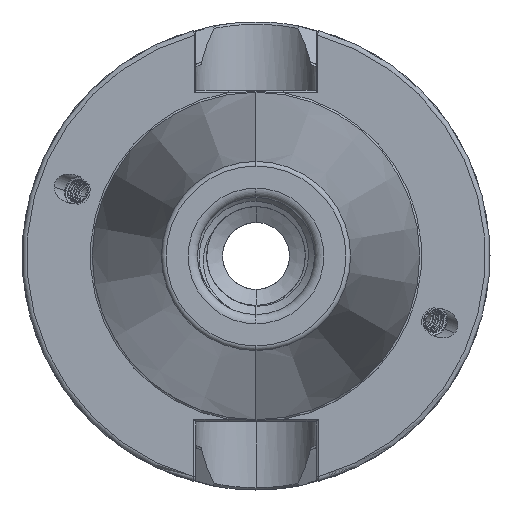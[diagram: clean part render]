
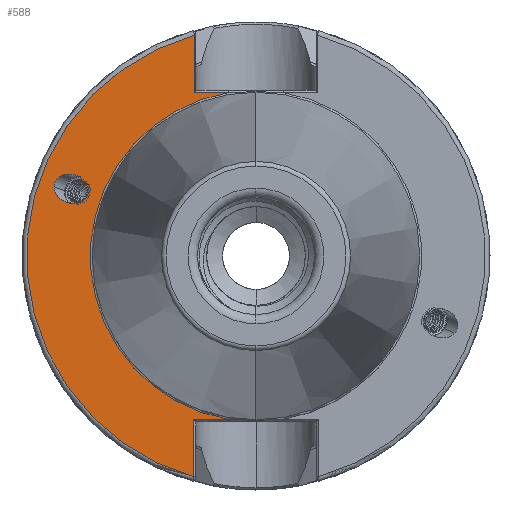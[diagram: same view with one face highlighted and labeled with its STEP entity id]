
A CAD part, left-side view. The second image highlights one B-rep face of the part: STEP entity #588.
In plain terms, the highlighted planar face has unit normal (-1, 0, 0).
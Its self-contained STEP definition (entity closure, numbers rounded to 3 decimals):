
#588 = ADVANCED_FACE ( 'NONE', ( #20847, #20798 ), #18302, .F. ) ;
#1545 = CARTESIAN_POINT ( 'NONE',  ( 0., 0., 0. ) ) ;
#1548 = DIRECTION ( 'NONE',  ( 0., 0., 1. ) ) ;
#1552 = CARTESIAN_POINT ( 'NONE',  ( 0., 43.118, 14.766 ) ) ;
#1555 = CARTESIAN_POINT ( 'NONE',  ( 0., 37.57, 8.69 ) ) ;
#1556 = CARTESIAN_POINT ( 'NONE',  ( 0., 43.118, 9.99 ) ) ;
#1570 = DIRECTION ( 'NONE',  ( -1., 0., 0. ) ) ;
#1573 = CARTESIAN_POINT ( 'NONE',  ( 0., 35.968, 13.091 ) ) ;
#1585 = DIRECTION ( 'NONE',  ( 0., 0., 1. ) ) ;
#1587 = CARTESIAN_POINT ( 'NONE',  ( 0., 0., 0. ) ) ;
#1626 = DIRECTION ( 'NONE',  ( -1., 0., 0. ) ) ;
#2033 = AXIS2_PLACEMENT_3D ( 'NONE', #1545, #1570, #1548 ) ;
#2046 = AXIS2_PLACEMENT_3D ( 'NONE', #1587, #1626, #1585 ) ;
#3306 = DIRECTION ( 'NONE',  ( 0., 1., 0. ) ) ;
#3318 = CARTESIAN_POINT ( 'NONE',  ( 0., 12.85, 34.9 ) ) ;
#3405 = DIRECTION ( 'NONE',  ( 0., 0., 1. ) ) ;
#3433 = CARTESIAN_POINT ( 'NONE',  ( 0., 13.279, 0. ) ) ;
#5751 = CARTESIAN_POINT ( 'NONE',  ( 0., 35.968, 13.091 ) ) ;
#5764 = CARTESIAN_POINT ( 'NONE',  ( 0., 35.816, 13.963 ) ) ;
#5770 = CARTESIAN_POINT ( 'NONE',  ( 0., 35.816, 13.662 ) ) ;
#5775 = CARTESIAN_POINT ( 'NONE',  ( 0., 35.867, 13.369 ) ) ;
#11082 =( BOUNDED_CURVE ( )  B_SPLINE_CURVE ( 3, ( #1573, #1555, #1556, #1552 ),
 .UNSPECIFIED., .F., .F. ) 
 B_SPLINE_CURVE_WITH_KNOTS ( ( 4, 4 ),
 ( 0., 2.852 ),
 .UNSPECIFIED. ) 
 CURVE ( )  GEOMETRIC_REPRESENTATION_ITEM ( )  RATIONAL_B_SPLINE_CURVE ( ( 1., 0.43, 0.43, 1. ) ) 
 REPRESENTATION_ITEM ( '' )  );
#11665 = LINE ( 'NONE', #22472, #11671 ) ;
#11671 = VECTOR ( 'NONE', #22446, 1000. ) ;
#11677 = VECTOR ( 'NONE', #22358, 1000. ) ;
#11721 = LINE ( 'NONE', #22374, #11677 ) ;
#12070 = AXIS2_PLACEMENT_3D ( 'NONE', #18300, #18313, #18303 ) ;
#12804 = LINE ( 'NONE', #3318, #12805 ) ;
#12805 = VECTOR ( 'NONE', #3306, 1000. ) ;
#12809 = CIRCLE ( 'NONE', #2033, 49. ) ;
#12820 = CIRCLE ( 'NONE', #2046, 35.398 ) ;
#12830 = LINE ( 'NONE', #3433, #12871 ) ;
#12871 = VECTOR ( 'NONE', #3405, 1000. ) ;
#12978 = CARTESIAN_POINT ( 'NONE',  ( 0., 35.816, 13.963 ) ) ;
#12999 = CARTESIAN_POINT ( 'NONE',  ( 0., 35.968, 13.091 ) ) ;
#13040 = CARTESIAN_POINT ( 'NONE',  ( 0., 43.118, 14.766 ) ) ;
#16567 = VERTEX_POINT ( 'NONE', #12999 ) ;
#16591 = VERTEX_POINT ( 'NONE', #12978 ) ;
#16593 = VERTEX_POINT ( 'NONE', #13040 ) ;
#16612 = EDGE_LOOP ( 'NONE', ( #16781, #16763, #16776, #16775, #16798, #16737 ) ) ;
#16637 = EDGE_LOOP ( 'NONE', ( #16743, #16764, #16741 ) ) ;
#16737 = ORIENTED_EDGE ( 'NONE', *, *, #23321, .T. ) ;
#16741 = ORIENTED_EDGE ( 'NONE', *, *, #23442, .T. ) ;
#16743 = ORIENTED_EDGE ( 'NONE', *, *, #19256, .T. ) ;
#16763 = ORIENTED_EDGE ( 'NONE', *, *, #19365, .T. ) ;
#16764 = ORIENTED_EDGE ( 'NONE', *, *, #23362, .T. ) ;
#16775 = ORIENTED_EDGE ( 'NONE', *, *, #19274, .F. ) ;
#16776 = ORIENTED_EDGE ( 'NONE', *, *, #23306, .T. ) ;
#16781 = ORIENTED_EDGE ( 'NONE', *, *, #19254, .T. ) ;
#16798 = ORIENTED_EDGE ( 'NONE', *, *, #19340, .T. ) ;
#18300 = CARTESIAN_POINT ( 'NONE',  ( 0., 35.398, 0. ) ) ;
#18302 = PLANE ( 'NONE',  #12070 ) ;
#18303 = DIRECTION ( 'NONE',  ( 0., 0., -1. ) ) ;
#18313 = DIRECTION ( 'NONE',  ( 1., 0., 0. ) ) ;
#19254 = EDGE_CURVE ( 'NONE', #21578, #21584, #12809, .T. ) ;
#19256 = EDGE_CURVE ( 'NONE', #16567, #16593, #11082, .T. ) ;
#19274 = EDGE_CURVE ( 'NONE', #21365, #21353, #12820, .T. ) ;
#19340 = EDGE_CURVE ( 'NONE', #21365, #21592, #12804, .T. ) ;
#19365 = EDGE_CURVE ( 'NONE', #21584, #21565, #12830, .T. ) ;
#19872 = CARTESIAN_POINT ( 'NONE',  ( 0., 5.916, -34.9 ) ) ;
#19886 = CARTESIAN_POINT ( 'NONE',  ( 0., 5.916, 34.9 ) ) ;
#19964 = CARTESIAN_POINT ( 'NONE',  ( 0., 13.194, 34.9 ) ) ;
#19973 = CARTESIAN_POINT ( 'NONE',  ( 0., 13.279, -47.166 ) ) ;
#19982 = CARTESIAN_POINT ( 'NONE',  ( 0., 13.279, -34.9 ) ) ;
#19983 = CARTESIAN_POINT ( 'NONE',  ( 0., 13.194, 47.19 ) ) ;
#20798 = FACE_OUTER_BOUND ( 'NONE', #16612, .T. ) ;
#20847 = FACE_BOUND ( 'NONE', #16637, .T. ) ;
#21328 = CARTESIAN_POINT ( 'NONE',  ( 0., 43.118, 14.766 ) ) ;
#21338 = CARTESIAN_POINT ( 'NONE',  ( 0., 43.118, 20.987 ) ) ;
#21353 = VERTEX_POINT ( 'NONE', #19872 ) ;
#21365 = VERTEX_POINT ( 'NONE', #19886 ) ;
#21474 = CARTESIAN_POINT ( 'NONE',  ( 0., 35.816, 20.184 ) ) ;
#21498 = CARTESIAN_POINT ( 'NONE',  ( 0., 35.816, 13.963 ) ) ;
#21565 = VERTEX_POINT ( 'NONE', #19982 ) ;
#21578 = VERTEX_POINT ( 'NONE', #19983 ) ;
#21584 = VERTEX_POINT ( 'NONE', #19973 ) ;
#21592 = VERTEX_POINT ( 'NONE', #19964 ) ;
#22358 = DIRECTION ( 'NONE',  ( 0., -1., 0. ) ) ;
#22374 = CARTESIAN_POINT ( 'NONE',  ( 0., 35.398, -34.9 ) ) ;
#22446 = DIRECTION ( 'NONE',  ( 0., 0., 1. ) ) ;
#22472 = CARTESIAN_POINT ( 'NONE',  ( 0., 13.194, 47.285 ) ) ;
#22686 =( BOUNDED_CURVE ( )  B_SPLINE_CURVE ( 3, ( #5764, #5770, #5775, #5751 ),
 .UNSPECIFIED., .F., .F. ) 
 B_SPLINE_CURVE_WITH_KNOTS ( ( 4, 4 ),
 ( 5.993, 6.283 ),
 .UNSPECIFIED. ) 
 CURVE ( )  GEOMETRIC_REPRESENTATION_ITEM ( )  RATIONAL_B_SPLINE_CURVE ( ( 1., 0.993, 0.993, 1. ) ) 
 REPRESENTATION_ITEM ( '' )  );
#22778 =( BOUNDED_CURVE ( )  B_SPLINE_CURVE ( 3, ( #21328, #21338, #21474, #21498 ),
 .UNSPECIFIED., .F., .F. ) 
 B_SPLINE_CURVE_WITH_KNOTS ( ( 4, 4 ),
 ( 2.852, 5.993 ),
 .UNSPECIFIED. ) 
 CURVE ( )  GEOMETRIC_REPRESENTATION_ITEM ( )  RATIONAL_B_SPLINE_CURVE ( ( 1., 0.333, 0.333, 1. ) ) 
 REPRESENTATION_ITEM ( '' )  );
#23306 = EDGE_CURVE ( 'NONE', #21565, #21353, #11721, .T. ) ;
#23321 = EDGE_CURVE ( 'NONE', #21592, #21578, #11665, .T. ) ;
#23362 = EDGE_CURVE ( 'NONE', #16593, #16591, #22778, .T. ) ;
#23442 = EDGE_CURVE ( 'NONE', #16591, #16567, #22686, .T. ) ;
